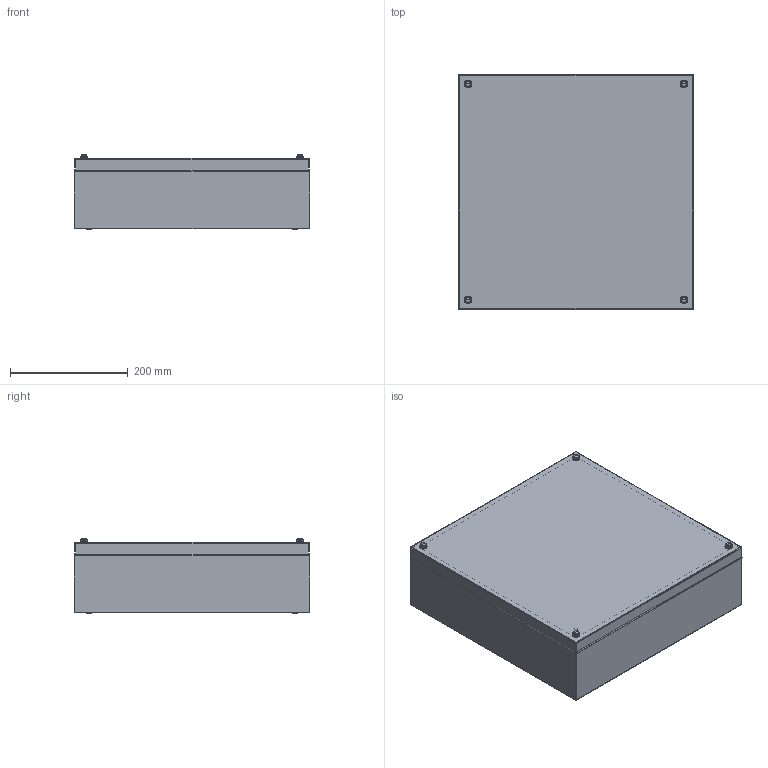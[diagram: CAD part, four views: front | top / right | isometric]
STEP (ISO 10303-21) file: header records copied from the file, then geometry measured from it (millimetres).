
FILE_DESCRIPTION (( 'STEP AP214' ), '1' );
FILE_NAME ('IP-304-T404012_step.stp', '2024-09-13T07:26:06', ( '' ), ( '' ), 'SwSTEP 2.0', 'SolidWorks 2023', '' );
FILE_SCHEMA (( 'AUTOMOTIVE_DESIGN' ));
Length unit declared in the file: millimetre
Products named in the file (1): IP-304-T404012_step
Bounding box: 400 x 400 x 127.6 mm (x, y, z)
Volume: 1043375.3 mm3; surface area: 1400994.5 mm2
Topology: 46 solids, 46 shells, 1332 faces, 2939 edges, 1733 vertices
Faces by surface type: plane 456, cylinder 342, torus 296, cone 190, bspline 40, sphere 8
Entity records: 47513 total; most frequent: CARTESIAN_POINT 18075, DIRECTION 6181, ORIENTED_EDGE 5854, EDGE_CURVE 2927, AXIS2_PLACEMENT_3D 2521, VERTEX_POINT 1729, EDGE_LOOP 1466, ADVANCED_FACE 1332
